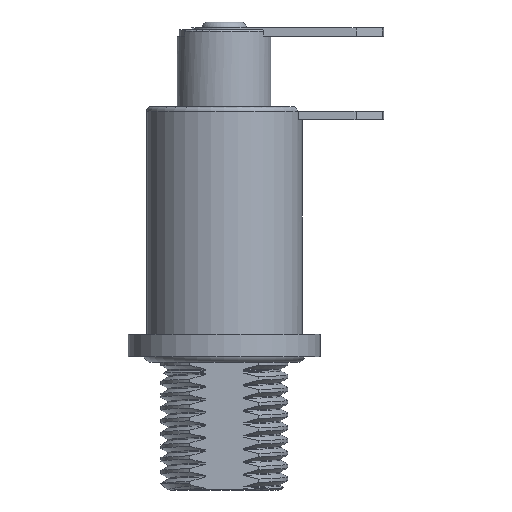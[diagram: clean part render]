
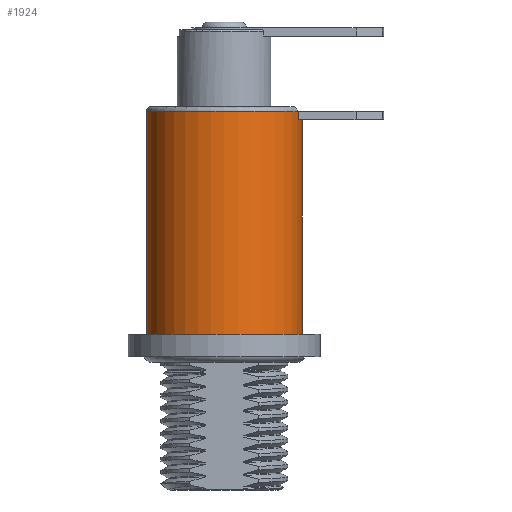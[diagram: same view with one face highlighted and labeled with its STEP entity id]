
A CAD part, left-side view. The second image highlights one B-rep face of the part: STEP entity #1924.
In plain terms, the highlighted cylindrical face has radius 4.826 mm (diameter 9.652 mm), a full revolution.
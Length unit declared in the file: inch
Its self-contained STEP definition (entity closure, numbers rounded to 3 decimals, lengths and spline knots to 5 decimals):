
#28 = ORIENTED_EDGE ( 'NONE', *, *, #1743, .T. ) ;
#32 = ORIENTED_EDGE ( 'NONE', *, *, #1776, .T. ) ;
#37 = ORIENTED_EDGE ( 'NONE', *, *, #1726, .F. ) ;
#38 = ORIENTED_EDGE ( 'NONE', *, *, #1749, .T. ) ;
#39 = ORIENTED_EDGE ( 'NONE', *, *, #1786, .T. ) ;
#65 = ORIENTED_EDGE ( 'NONE', *, *, #1791, .F. ) ;
#72 = ORIENTED_EDGE ( 'NONE', *, *, #1730, .F. ) ;
#237 = VERTEX_POINT ( 'NONE', #555 ) ;
#238 = VERTEX_POINT ( 'NONE', #556 ) ;
#240 = VERTEX_POINT ( 'NONE', #558 ) ;
#242 = VERTEX_POINT ( 'NONE', #560 ) ;
#246 = VERTEX_POINT ( 'NONE', #564 ) ;
#247 = VERTEX_POINT ( 'NONE', #565 ) ;
#260 = EDGE_LOOP ( 'NONE', ( #32 ) ) ;
#269 = EDGE_LOOP ( 'NONE', ( #72, #38, #65, #39, #37, #28 ) ) ;
#555 = CARTESIAN_POINT ( 'NONE',  ( -0.059, -0.18061, -0.2 ) ) ;
#556 = CARTESIAN_POINT ( 'NONE',  ( 0.059, -0.18061, -0.2 ) ) ;
#558 = CARTESIAN_POINT ( 'NONE',  ( -0.065, -0.17854, -0.2 ) ) ;
#560 = CARTESIAN_POINT ( 'NONE',  ( -0.059, -0.18061, -0.22 ) ) ;
#564 = CARTESIAN_POINT ( 'NONE',  ( 0.059, -0.18061, -0.22 ) ) ;
#565 = CARTESIAN_POINT ( 'NONE',  ( 0.065, -0.17854, -0.2 ) ) ;
#1320 = CIRCLE ( 'NONE', #2382, 0.19 ) ;
#1429 = AXIS2_PLACEMENT_3D ( 'NONE', #9552, #9553, #9554 ) ;
#1459 = FACE_OUTER_BOUND ( 'NONE', #260, .T. ) ;
#1487 = FACE_OUTER_BOUND ( 'NONE', #269, .T. ) ;
#1579 = CYLINDRICAL_SURFACE ( 'NONE', #1429, 0.19 ) ;
#1726 = EDGE_CURVE ( 'NONE', #242, #246, #2002, .T. ) ;
#1730 = EDGE_CURVE ( 'NONE', #240, #237, #2001, .T. ) ;
#1743 = EDGE_CURVE ( 'NONE', #242, #237, #4151, .T. ) ;
#1749 = EDGE_CURVE ( 'NONE', #240, #247, #1996, .T. ) ;
#1776 = EDGE_CURVE ( 'NONE', #2699, #2699, #1902, .T. ) ;
#1786 = EDGE_CURVE ( 'NONE', #238, #246, #4351, .T. ) ;
#1791 = EDGE_CURVE ( 'NONE', #238, #247, #1320, .T. ) ;
#1902 = CIRCLE ( 'NONE', #2363, 0.19 ) ;
#1924 = ADVANCED_FACE ( 'NONE', ( #1487, #1459 ), #1579, .T. ) ;
#1996 = CIRCLE ( 'NONE', #2352, 0.19 ) ;
#2001 = CIRCLE ( 'NONE', #2339, 0.19 ) ;
#2002 = CIRCLE ( 'NONE', #2334, 0.19 ) ;
#2334 = AXIS2_PLACEMENT_3D ( 'NONE', #4050, #4057, #4058 ) ;
#2339 = AXIS2_PLACEMENT_3D ( 'NONE', #4059, #4069, #4070 ) ;
#2348 = VECTOR ( 'NONE', #4153, 39.37008 ) ;
#2352 = AXIS2_PLACEMENT_3D ( 'NONE', #4188, #4189, #4190 ) ;
#2363 = AXIS2_PLACEMENT_3D ( 'NONE', #4296, #4306, #4307 ) ;
#2379 = VECTOR ( 'NONE', #4353, 39.37008 ) ;
#2382 = AXIS2_PLACEMENT_3D ( 'NONE', #4347, #4366, #4367 ) ;
#2699 = VERTEX_POINT ( 'NONE', #2700 ) ;
#2700 = CARTESIAN_POINT ( 'NONE',  ( 0., 0.19, -0.745 ) ) ;
#4050 = CARTESIAN_POINT ( 'NONE',  ( 0., 0., -0.22 ) ) ;
#4057 = DIRECTION ( 'NONE',  ( 0., 0., 1. ) ) ;
#4058 = DIRECTION ( 'NONE',  ( -1., 0., 0. ) ) ;
#4059 = CARTESIAN_POINT ( 'NONE',  ( 0., 0., -0.2 ) ) ;
#4069 = DIRECTION ( 'NONE',  ( 0., 0., 1. ) ) ;
#4070 = DIRECTION ( 'NONE',  ( 1., 0., 0. ) ) ;
#4151 = LINE ( 'NONE', #4152, #2348 ) ;
#4152 = CARTESIAN_POINT ( 'NONE',  ( -0.059, -0.18061, -0.775 ) ) ;
#4153 = DIRECTION ( 'NONE',  ( 0., 0., 1. ) ) ;
#4188 = CARTESIAN_POINT ( 'NONE',  ( 0., 0., -0.2 ) ) ;
#4189 = DIRECTION ( 'NONE',  ( 0., 0., -1. ) ) ;
#4190 = DIRECTION ( 'NONE',  ( 0., 1., 0. ) ) ;
#4296 = CARTESIAN_POINT ( 'NONE',  ( 0., 0., -0.745 ) ) ;
#4306 = DIRECTION ( 'NONE',  ( 0., 0., 1. ) ) ;
#4307 = DIRECTION ( 'NONE',  ( 0., 1., 0. ) ) ;
#4347 = CARTESIAN_POINT ( 'NONE',  ( 0., 0., -0.2 ) ) ;
#4351 = LINE ( 'NONE', #4352, #2379 ) ;
#4352 = CARTESIAN_POINT ( 'NONE',  ( 0.059, -0.18061, -0.775 ) ) ;
#4353 = DIRECTION ( 'NONE',  ( 0., 0., -1. ) ) ;
#4366 = DIRECTION ( 'NONE',  ( 0., 0., 1. ) ) ;
#4367 = DIRECTION ( 'NONE',  ( 1., 0., 0. ) ) ;
#9552 = CARTESIAN_POINT ( 'NONE',  ( 0., 0., -0.775 ) ) ;
#9553 = DIRECTION ( 'NONE',  ( 0., 0., 1. ) ) ;
#9554 = DIRECTION ( 'NONE',  ( 1., 0., 0. ) ) ;
